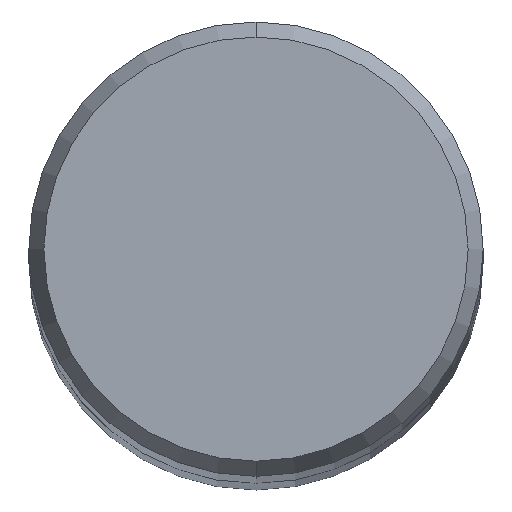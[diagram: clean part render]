
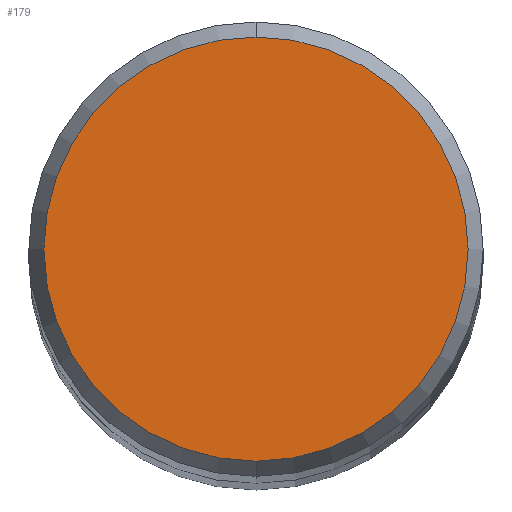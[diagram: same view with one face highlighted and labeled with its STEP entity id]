
A CAD part, top view. The second image highlights one B-rep face of the part: STEP entity #179.
In plain terms, the highlighted planar face has unit normal (0, 0, 1).
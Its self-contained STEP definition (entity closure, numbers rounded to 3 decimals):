
#117=EDGE_CURVE('',#149,#173,#243,.T.);
#149=VERTEX_POINT('',#278);
#157=EDGE_CURVE('',#173,#149,#286,.T.);
#173=VERTEX_POINT('',#304);
#179=ADVANCED_FACE('',(#310),#311,.T.);
#243=CIRCLE('',#378,3.225);
#278=CARTESIAN_POINT('',(0.0,3.225,0.0));
#286=CIRCLE('',#433,3.225);
#304=CARTESIAN_POINT('',(0.,-3.225,0.0));
#310=FACE_OUTER_BOUND('',#464,.T.);
#311=PLANE('',#465);
#378=AXIS2_PLACEMENT_3D('',#541,#542,#543);
#433=AXIS2_PLACEMENT_3D('',#583,#584,#585);
#464=EDGE_LOOP('',(#608,#609));
#465=AXIS2_PLACEMENT_3D('',#610,#611,#612);
#541=CARTESIAN_POINT('',(0.0,0.0,0.0));
#542=DIRECTION('',(0.0,0.0,-1.0));
#543=DIRECTION('',(0.0,1.0,0.0));
#583=CARTESIAN_POINT('',(0.0,0.0,0.0));
#584=DIRECTION('',(0.0,0.0,-1.0));
#585=DIRECTION('',(0.0,1.0,0.0));
#608=ORIENTED_EDGE('',*,*,#117,.F.);
#609=ORIENTED_EDGE('',*,*,#157,.F.);
#610=CARTESIAN_POINT('',(0.0,1.613,0.0));
#611=DIRECTION('',(-0.0,0.0,1.0));
#612=DIRECTION('',(0.0,-1.0,0.0));
